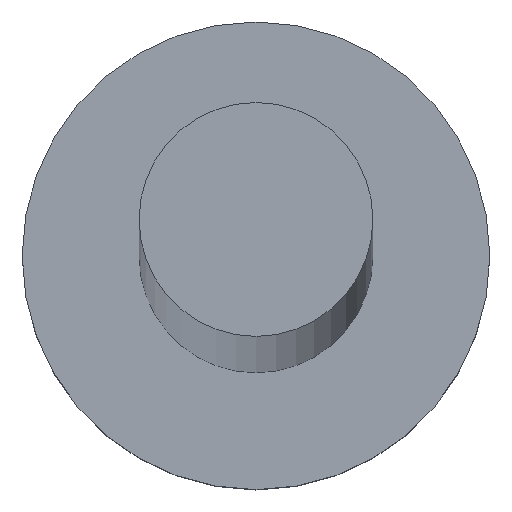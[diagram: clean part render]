
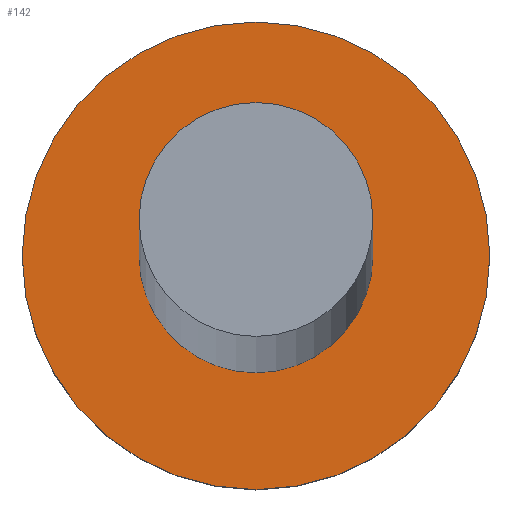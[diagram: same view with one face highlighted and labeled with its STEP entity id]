
A CAD part, top view. The second image highlights one B-rep face of the part: STEP entity #142.
In plain terms, the highlighted planar face has unit normal (0, 0, 1).
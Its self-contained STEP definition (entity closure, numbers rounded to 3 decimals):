
#3 = AXIS2_PLACEMENT_3D ( 'NONE', #217, #252, #75 ) ;
#4 = AXIS2_PLACEMENT_3D ( 'NONE', #226, #166, #92 ) ;
#7 = CARTESIAN_POINT ( 'NONE',  ( -1.75, 0., 3. ) ) ;
#10 = VERTEX_POINT ( 'NONE', #7 ) ;
#17 = PLANE ( 'NONE',  #3 ) ;
#22 = ORIENTED_EDGE ( 'NONE', *, *, #177, .T. ) ;
#28 = AXIS2_PLACEMENT_3D ( 'NONE', #56, #46, #220 ) ;
#42 = EDGE_LOOP ( 'NONE', ( #157, #169 ) ) ;
#46 = DIRECTION ( 'NONE',  ( 0., 0., 1. ) ) ;
#51 = VERTEX_POINT ( 'NONE', #199 ) ;
#56 = CARTESIAN_POINT ( 'NONE',  ( 0., 0., 3. ) ) ;
#72 = FACE_OUTER_BOUND ( 'NONE', #189, .T. ) ;
#75 = DIRECTION ( 'NONE',  ( 1., 0., 0. ) ) ;
#77 = CIRCLE ( 'NONE', #28, 1.75 ) ;
#79 = FACE_BOUND ( 'NONE', #42, .T. ) ;
#84 = VERTEX_POINT ( 'NONE', #255 ) ;
#92 = DIRECTION ( 'NONE',  ( 1., 0., 0. ) ) ;
#108 = DIRECTION ( 'NONE',  ( 0., 0., 1. ) ) ;
#140 = CIRCLE ( 'NONE', #178, 3.5 ) ;
#142 = ADVANCED_FACE ( 'NONE', ( #79, #72 ), #17, .T. ) ;
#143 = CIRCLE ( 'NONE', #205, 1.75 ) ;
#152 = EDGE_CURVE ( 'NONE', #51, #10, #143, .T. ) ;
#157 = ORIENTED_EDGE ( 'NONE', *, *, #161, .F. ) ;
#161 = EDGE_CURVE ( 'NONE', #10, #51, #77, .T. ) ;
#163 = CARTESIAN_POINT ( 'NONE',  ( 0., 0., 3. ) ) ;
#164 = CARTESIAN_POINT ( 'NONE',  ( 0., 0., 3. ) ) ;
#166 = DIRECTION ( 'NONE',  ( 0., 0., 1. ) ) ;
#169 = ORIENTED_EDGE ( 'NONE', *, *, #152, .F. ) ;
#177 = EDGE_CURVE ( 'NONE', #193, #84, #140, .T. ) ;
#178 = AXIS2_PLACEMENT_3D ( 'NONE', #164, #108, #223 ) ;
#189 = EDGE_LOOP ( 'NONE', ( #22, #222 ) ) ;
#193 = VERTEX_POINT ( 'NONE', #212 ) ;
#199 = CARTESIAN_POINT ( 'NONE',  ( 1.75, 0., 3. ) ) ;
#205 = AXIS2_PLACEMENT_3D ( 'NONE', #163, #235, #213 ) ;
#212 = CARTESIAN_POINT ( 'NONE',  ( -3.5, 0., 3. ) ) ;
#213 = DIRECTION ( 'NONE',  ( 1., 0., 0. ) ) ;
#217 = CARTESIAN_POINT ( 'NONE',  ( 0., 0., 3. ) ) ;
#220 = DIRECTION ( 'NONE',  ( 1., 0., 0. ) ) ;
#221 = EDGE_CURVE ( 'NONE', #84, #193, #231, .T. ) ;
#222 = ORIENTED_EDGE ( 'NONE', *, *, #221, .T. ) ;
#223 = DIRECTION ( 'NONE',  ( 1., 0., 0. ) ) ;
#226 = CARTESIAN_POINT ( 'NONE',  ( 0., 0., 3. ) ) ;
#231 = CIRCLE ( 'NONE', #4, 3.5 ) ;
#235 = DIRECTION ( 'NONE',  ( 0., 0., 1. ) ) ;
#252 = DIRECTION ( 'NONE',  ( 0., 0., 1. ) ) ;
#255 = CARTESIAN_POINT ( 'NONE',  ( 3.5, 0., 3. ) ) ;
